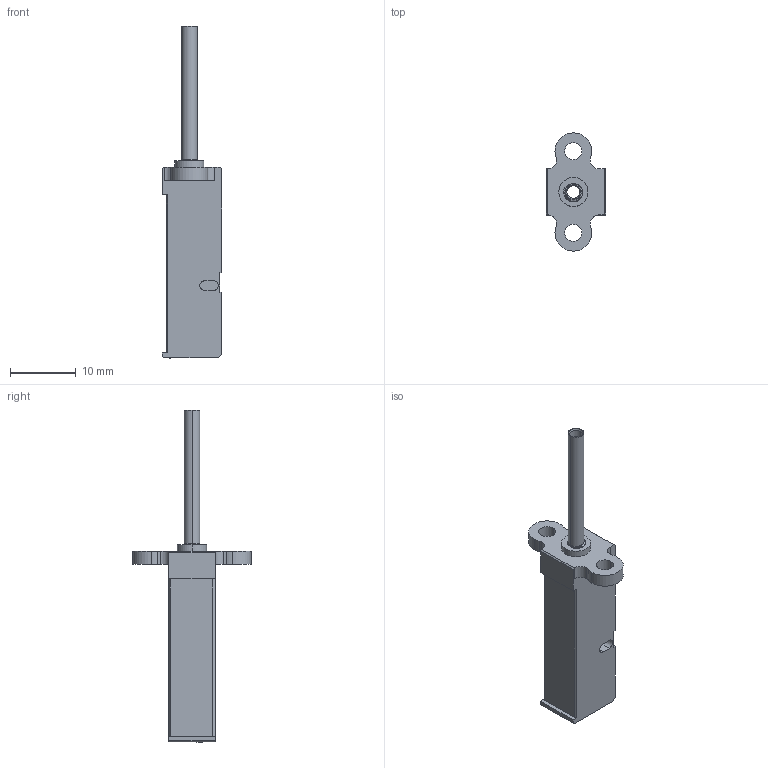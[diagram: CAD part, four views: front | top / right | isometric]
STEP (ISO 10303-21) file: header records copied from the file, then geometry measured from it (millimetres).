
FILE_DESCRIPTION (( 'STEP AP214' ), '1' );
FILE_NAME ('JXHMP4062-08048-a 加热块.STEP', '2025-02-24T01:24:47', ( 'Windows User' ), ( 'P R C' ), 'SwSTEP 2.0', 'SolidWorks 2020', '' );
FILE_SCHEMA (( 'AUTOMOTIVE_DESIGN' ));
Length unit declared in the file: millimetre
Products named in the file (1): JXHMP4062-08048-a 加热块
Bounding box: 9 x 18 x 50.5 mm (x, y, z)
Volume: 1635.6 mm3; surface area: 1931.3 mm2
Topology: 2 solids, 2 shells, 145 faces, 390 edges, 253 vertices
Faces by surface type: cylinder 83, plane 37, bspline 13, cone 10, torus 2
Entity records: 9652 total; most frequent: CARTESIAN_POINT 6303, ORIENTED_EDGE 780, DIRECTION 596, EDGE_CURVE 390, VERTEX_POINT 253, AXIS2_PLACEMENT_3D 214, VECTOR 168, LINE 168
